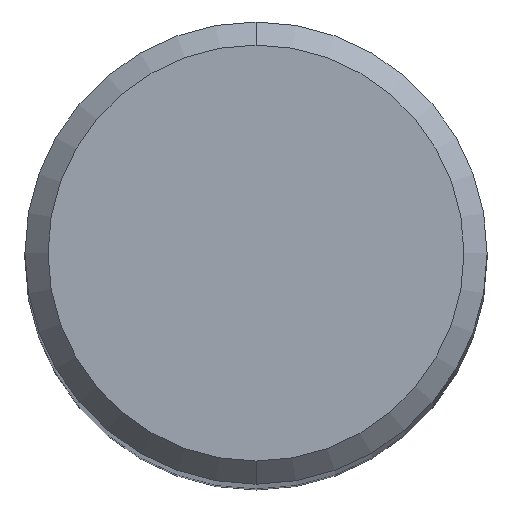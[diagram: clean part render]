
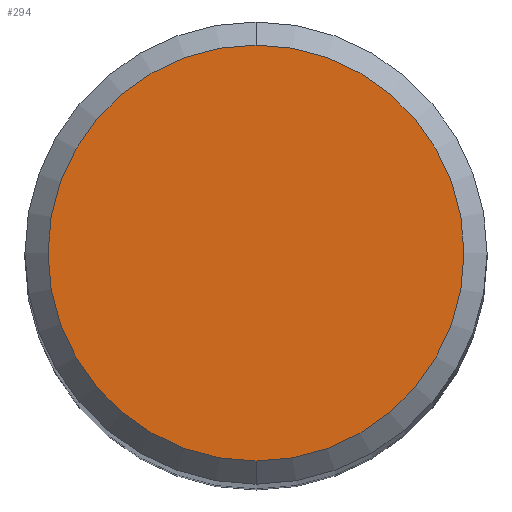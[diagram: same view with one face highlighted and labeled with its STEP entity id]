
A CAD part, top view. The second image highlights one B-rep face of the part: STEP entity #294.
In plain terms, the highlighted planar face has unit normal (0, 0, 1).
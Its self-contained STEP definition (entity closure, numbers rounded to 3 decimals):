
#256=VERTEX_POINT('',#528);
#268=EDGE_CURVE('',#284,#256,#541,.T.);
#280=EDGE_CURVE('',#256,#284,#554,.T.);
#284=VERTEX_POINT('',#558);
#294=ADVANCED_FACE('',(#569),#570,.T.);
#528=CARTESIAN_POINT('',(0.,-3.6,0.0));
#541=CIRCLE('',#942,3.6);
#554=CIRCLE('',#960,3.6);
#558=CARTESIAN_POINT('',(0.0,3.6,0.0));
#569=FACE_OUTER_BOUND('',#979,.T.);
#570=PLANE('',#980);
#942=AXIS2_PLACEMENT_3D('',#1379,#1380,#1381);
#960=AXIS2_PLACEMENT_3D('',#1404,#1405,#1406);
#979=EDGE_LOOP('',(#1423,#1424));
#980=AXIS2_PLACEMENT_3D('',#1425,#1426,#1427);
#1379=CARTESIAN_POINT('',(0.0,0.0,0.0));
#1380=DIRECTION('',(0.0,0.0,-1.0));
#1381=DIRECTION('',(0.0,1.0,0.0));
#1404=CARTESIAN_POINT('',(0.0,0.0,0.0));
#1405=DIRECTION('',(0.0,0.0,-1.0));
#1406=DIRECTION('',(0.0,1.0,0.0));
#1423=ORIENTED_EDGE('',*,*,#268,.F.);
#1424=ORIENTED_EDGE('',*,*,#280,.F.);
#1425=CARTESIAN_POINT('',(0.0,1.8,0.0));
#1426=DIRECTION('',(-0.0,0.0,1.0));
#1427=DIRECTION('',(0.0,-1.0,0.0));
